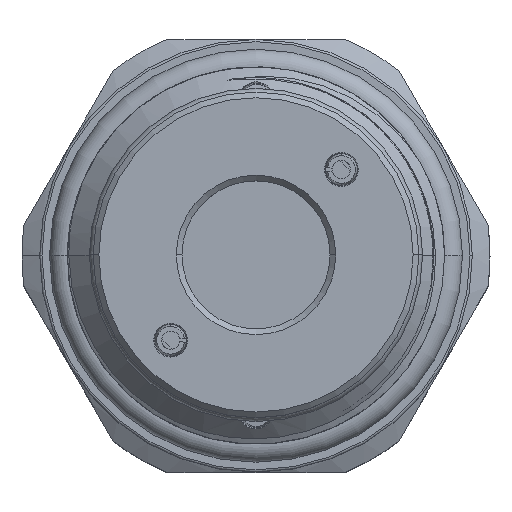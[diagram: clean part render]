
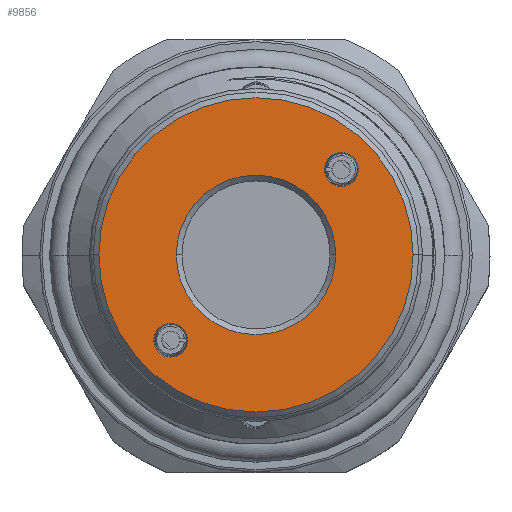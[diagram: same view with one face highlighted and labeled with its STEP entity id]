
A CAD part, top view. The second image highlights one B-rep face of the part: STEP entity #9856.
In plain terms, the highlighted planar face has unit normal (0, 0, 1).
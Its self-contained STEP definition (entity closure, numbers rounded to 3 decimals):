
#199 = AXIS2_PLACEMENT_3D ( 'NONE', #13521, #7171, #5689 ) ;
#2433 = ORIENTED_EDGE ( 'NONE', *, *, #14332, .T. ) ;
#2579 = FACE_OUTER_BOUND ( 'NONE', #20606, .T. ) ;
#2604 = EDGE_CURVE ( 'NONE', #4994, #20565, #3982, .T. ) ;
#2644 = EDGE_CURVE ( 'NONE', #8397, #19042, #16047, .T. ) ;
#2798 = CARTESIAN_POINT ( 'NONE',  ( -7.495, -8.976, 0. ) ) ;
#3239 = DIRECTION ( 'NONE',  ( 1., 0., 0. ) ) ;
#3425 = CARTESIAN_POINT ( 'NONE',  ( -7.495, -7.495, 0. ) ) ;
#3590 = DIRECTION ( 'NONE',  ( 0., 0., -1. ) ) ;
#3600 = FACE_BOUND ( 'NONE', #19491, .T. ) ;
#3734 = EDGE_CURVE ( 'NONE', #17655, #12531, #6518, .T. ) ;
#3764 = CARTESIAN_POINT ( 'NONE',  ( 7., 0., 0. ) ) ;
#3767 = CARTESIAN_POINT ( 'NONE',  ( 7.495, 7.495, 0. ) ) ;
#3901 = CARTESIAN_POINT ( 'NONE',  ( 7.495, 6.015, 0. ) ) ;
#3982 = CIRCLE ( 'NONE', #4303, 7. ) ;
#4056 = DIRECTION ( 'NONE',  ( 0., 0., 1. ) ) ;
#4303 = AXIS2_PLACEMENT_3D ( 'NONE', #14960, #3590, #5213 ) ;
#4448 = CARTESIAN_POINT ( 'NONE',  ( -7.495, -7.495, 0. ) ) ;
#4994 = VERTEX_POINT ( 'NONE', #11091 ) ;
#5213 = DIRECTION ( 'NONE',  ( 1., 0., 0. ) ) ;
#5299 = VERTEX_POINT ( 'NONE', #2798 ) ;
#5384 = DIRECTION ( 'NONE',  ( 0., 0., -1. ) ) ;
#5689 = DIRECTION ( 'NONE',  ( 0., 1., 0. ) ) ;
#6154 = AXIS2_PLACEMENT_3D ( 'NONE', #3425, #13222, #14646 ) ;
#6518 = CIRCLE ( 'NONE', #199, 1.48 ) ;
#7171 = DIRECTION ( 'NONE',  ( 0., 0., -1. ) ) ;
#7889 = DIRECTION ( 'NONE',  ( 1., 0., 0. ) ) ;
#8397 = VERTEX_POINT ( 'NONE', #11717 ) ;
#8598 = FACE_BOUND ( 'NONE', #13097, .T. ) ;
#9171 = ORIENTED_EDGE ( 'NONE', *, *, #13472, .T. ) ;
#9188 = AXIS2_PLACEMENT_3D ( 'NONE', #14257, #19120, #7889 ) ;
#9340 = AXIS2_PLACEMENT_3D ( 'NONE', #3767, #5384, #16617 ) ;
#9538 = DIRECTION ( 'NONE',  ( 0., 0., -1. ) ) ;
#9856 = ADVANCED_FACE ( 'NONE', ( #15631, #8598, #3600, #2579 ), #15752, .T. ) ;
#10468 = CARTESIAN_POINT ( 'NONE',  ( -13.8, 0., 0. ) ) ;
#10687 = CIRCLE ( 'NONE', #19307, 1.48 ) ;
#10891 = DIRECTION ( 'NONE',  ( 0., -1., 0. ) ) ;
#11091 = CARTESIAN_POINT ( 'NONE',  ( -7., 0., 0. ) ) ;
#11245 = ORIENTED_EDGE ( 'NONE', *, *, #13812, .T. ) ;
#11487 = CARTESIAN_POINT ( 'NONE',  ( -7.495, -6.015, 0. ) ) ;
#11535 = EDGE_CURVE ( 'NONE', #20565, #4994, #18852, .T. ) ;
#11717 = CARTESIAN_POINT ( 'NONE',  ( 13.8, 0., 0. ) ) ;
#11718 = CIRCLE ( 'NONE', #9188, 13.8 ) ;
#12129 = AXIS2_PLACEMENT_3D ( 'NONE', #16240, #9538, #3239 ) ;
#12408 = CIRCLE ( 'NONE', #9340, 1.48 ) ;
#12531 = VERTEX_POINT ( 'NONE', #18384 ) ;
#13097 = EDGE_LOOP ( 'NONE', ( #17113, #13225 ) ) ;
#13199 = AXIS2_PLACEMENT_3D ( 'NONE', #20798, #14412, #19131 ) ;
#13222 = DIRECTION ( 'NONE',  ( 0., 0., -1. ) ) ;
#13225 = ORIENTED_EDGE ( 'NONE', *, *, #14517, .T. ) ;
#13472 = EDGE_CURVE ( 'NONE', #17491, #5299, #10687, .T. ) ;
#13478 = ORIENTED_EDGE ( 'NONE', *, *, #2644, .T. ) ;
#13520 = CARTESIAN_POINT ( 'NONE',  ( 0., 0., 0. ) ) ;
#13521 = CARTESIAN_POINT ( 'NONE',  ( 7.495, 7.495, 0. ) ) ;
#13812 = EDGE_CURVE ( 'NONE', #19042, #8397, #11718, .T. ) ;
#14257 = CARTESIAN_POINT ( 'NONE',  ( 0., 0., 0. ) ) ;
#14332 = EDGE_CURVE ( 'NONE', #5299, #17491, #19513, .T. ) ;
#14412 = DIRECTION ( 'NONE',  ( 0., 0., 1. ) ) ;
#14517 = EDGE_CURVE ( 'NONE', #12531, #17655, #12408, .T. ) ;
#14646 = DIRECTION ( 'NONE',  ( 0., -1., 0. ) ) ;
#14776 = ORIENTED_EDGE ( 'NONE', *, *, #2604, .T. ) ;
#14960 = CARTESIAN_POINT ( 'NONE',  ( 0., 0., 0. ) ) ;
#15082 = AXIS2_PLACEMENT_3D ( 'NONE', #13520, #4056, #20417 ) ;
#15631 = FACE_BOUND ( 'NONE', #17028, .T. ) ;
#15752 = PLANE ( 'NONE',  #13199 ) ;
#16047 = CIRCLE ( 'NONE', #15082, 13.8 ) ;
#16240 = CARTESIAN_POINT ( 'NONE',  ( 0., 0., 0. ) ) ;
#16617 = DIRECTION ( 'NONE',  ( 0., 1., 0. ) ) ;
#17001 = ORIENTED_EDGE ( 'NONE', *, *, #11535, .T. ) ;
#17028 = EDGE_LOOP ( 'NONE', ( #9171, #2433 ) ) ;
#17113 = ORIENTED_EDGE ( 'NONE', *, *, #3734, .T. ) ;
#17491 = VERTEX_POINT ( 'NONE', #11487 ) ;
#17655 = VERTEX_POINT ( 'NONE', #3901 ) ;
#18384 = CARTESIAN_POINT ( 'NONE',  ( 7.495, 8.976, 0. ) ) ;
#18852 = CIRCLE ( 'NONE', #12129, 7. ) ;
#19042 = VERTEX_POINT ( 'NONE', #10468 ) ;
#19120 = DIRECTION ( 'NONE',  ( 0., 0., 1. ) ) ;
#19131 = DIRECTION ( 'NONE',  ( 1., 0., 0. ) ) ;
#19307 = AXIS2_PLACEMENT_3D ( 'NONE', #4448, #20518, #10891 ) ;
#19491 = EDGE_LOOP ( 'NONE', ( #17001, #14776 ) ) ;
#19513 = CIRCLE ( 'NONE', #6154, 1.48 ) ;
#20417 = DIRECTION ( 'NONE',  ( 1., 0., 0. ) ) ;
#20518 = DIRECTION ( 'NONE',  ( 0., 0., -1. ) ) ;
#20565 = VERTEX_POINT ( 'NONE', #3764 ) ;
#20606 = EDGE_LOOP ( 'NONE', ( #11245, #13478 ) ) ;
#20798 = CARTESIAN_POINT ( 'NONE',  ( 0., 0., 0. ) ) ;
